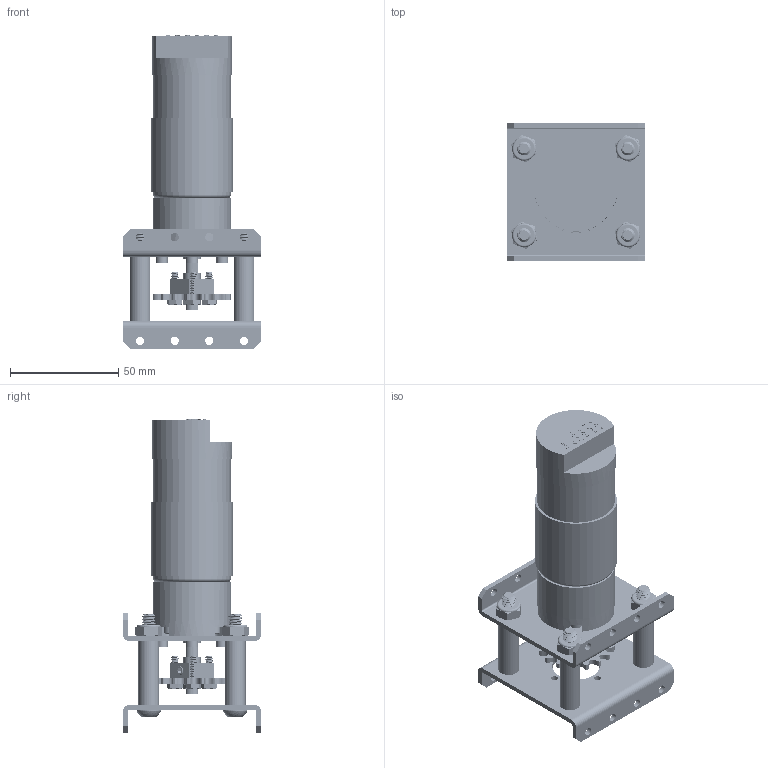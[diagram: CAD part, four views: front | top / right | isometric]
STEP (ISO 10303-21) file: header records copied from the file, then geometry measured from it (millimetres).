
FILE_DESCRIPTION (( 'STEP AP214' ), '1' );
FILE_NAME ('am-3614 PicoBox LEO r1-1.STEP', '2017-08-23T17:30:17', ( '' ), ( '' ), 'SwSTEP 2.0', 'SolidWorks 2017', '' );
FILE_SCHEMA (( 'AUTOMOTIVE_DESIGN' ));
Length unit declared in the file: inch
Products named in the file (18): NeveRest 4 with Motor; NeveRest 4 Gearbox Assembly; am-3104 NeveRest Motor; Shim; 97633A150_BLACK-FINISH STEEL EXTERNAL RETAINING RING_97633A150_grv; 7804K117_STAINLESS STEEL BALL BEARING_7804K117; SHCS M3 x 16mm; NeveRest 4 Gearbox; PicoBox LEO Plate; am-FTC-16t_25-0.25P1ST16T16SN3.0H2.0L0.0938N; am-3614 PicoBox LEO r1-1; 10-32 x 0.25 Set Screw Cup Point; 6-32 x 0500 HHCS_93075A148; am-3215 6mmD Double Boss Nub; 14-20 NyLock thin - Mcm 90566A029_90566A029; 14-20 x 1.750 BHCS_92949A837; PicoBox Spacer; M3x0.5x6mm SHCS_91290A111
Assembly tree (36 placements, depth 4):
  am-3614 PicoBox LEO r1-1
    PicoBox LEO Plate  x2
    NeveRest 4 with Motor
      NeveRest 4 Gearbox Assembly
        NeveRest 4 Gearbox
        SHCS M3 x 16mm  x4
        7804K117_STAINLESS STEEL BALL BEARING_7804K117
        97633A150_BLACK-FINISH STEEL EXTERNAL RETAINING RING_97633A150_grv
        Shim
        am-3104 NeveRest Motor
    M3x0.5x6mm SHCS_91290A111  x4
    PicoBox Spacer  x4
    14-20 x 1.750 BHCS_92949A837  x4
    14-20 NyLock thin - Mcm 90566A029_90566A029  x4
    am-3215 6mmD Double Boss Nub
    6-32 x 0500 HHCS_93075A148  x4
    10-32 x 0.25 Set Screw Cup Point
    am-FTC-16t_25-0.25P1ST16T16SN3.0H2.0L0.0938N
Bounding box: 64 x 64 x 144.77 mm (x, y, z)
Volume: 140387.7 mm3; surface area: 64350.6 mm2
Topology: 57 solids, 57 shells, 2235 faces, 5737 edges, 3675 vertices
Faces by surface type: cylinder 1083, plane 564, cone 362, bspline 158, torus 36, sphere 32
Entity records: 58137 total; most frequent: CARTESIAN_POINT 25066, ORIENTED_EDGE 5978, DIRECTION 5349, EDGE_CURVE 2989, VERTEX_POINT 1952, AXIS2_PLACEMENT_3D 1942, LINE 1465, VECTOR 1465
